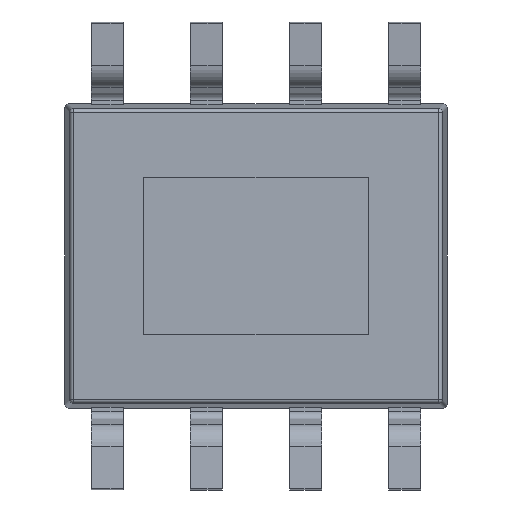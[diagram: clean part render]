
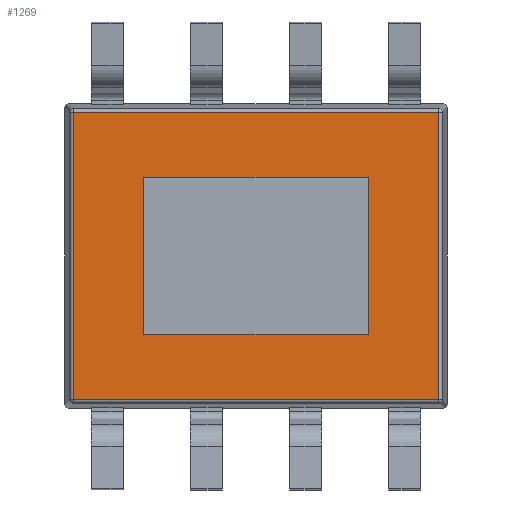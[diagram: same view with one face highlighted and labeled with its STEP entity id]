
A CAD part, front view. The second image highlights one B-rep face of the part: STEP entity #1269.
In plain terms, the highlighted planar face has unit normal (0, -1, 0).
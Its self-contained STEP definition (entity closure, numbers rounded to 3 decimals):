
#66 = ORIENTED_EDGE ( 'NONE', *, *, #3389, .T. ) ;
#132 = DIRECTION ( 'NONE',  ( 0., 0., -1. ) ) ;
#173 = CARTESIAN_POINT ( 'NONE',  ( 1.437, -0.9, -1.012 ) ) ;
#190 = LINE ( 'NONE', #2153, #3297 ) ;
#212 = VERTEX_POINT ( 'NONE', #3161 ) ;
#242 = VECTOR ( 'NONE', #4606, 1000. ) ;
#365 = VECTOR ( 'NONE', #132, 1000. ) ;
#506 = CARTESIAN_POINT ( 'NONE',  ( 1.437, -0.9, -1.012 ) ) ;
#552 = VERTEX_POINT ( 'NONE', #2413 ) ;
#578 = DIRECTION ( 'NONE',  ( 0., 0., 1. ) ) ;
#695 = DIRECTION ( 'NONE',  ( 0., 0., 1. ) ) ;
#736 = CARTESIAN_POINT ( 'NONE',  ( 2.34, -0.9, -1.84 ) ) ;
#796 = VECTOR ( 'NONE', #4848, 1000. ) ;
#844 = LINE ( 'NONE', #3929, #3701 ) ;
#853 = VERTEX_POINT ( 'NONE', #2606 ) ;
#887 = VERTEX_POINT ( 'NONE', #1572 ) ;
#1050 = EDGE_LOOP ( 'NONE', ( #4033, #3850, #4319, #4067 ) ) ;
#1072 = CARTESIAN_POINT ( 'NONE',  ( 0., -0.9, 0. ) ) ;
#1153 = LINE ( 'NONE', #4120, #796 ) ;
#1159 = LINE ( 'NONE', #1751, #1821 ) ;
#1269 = ADVANCED_FACE ( 'NONE', ( #4087, #3557 ), #2156, .F. ) ;
#1527 = VERTEX_POINT ( 'NONE', #736 ) ;
#1572 = CARTESIAN_POINT ( 'NONE',  ( 2.34, -0.9, 1.84 ) ) ;
#1710 = VERTEX_POINT ( 'NONE', #4227 ) ;
#1751 = CARTESIAN_POINT ( 'NONE',  ( 2.34, -0.9, 1.887 ) ) ;
#1802 = ORIENTED_EDGE ( 'NONE', *, *, #2228, .T. ) ;
#1821 = VECTOR ( 'NONE', #578, 1000. ) ;
#1972 = EDGE_CURVE ( 'NONE', #1527, #887, #1159, .T. ) ;
#2153 = CARTESIAN_POINT ( 'NONE',  ( -1.438, -0.9, -1.012 ) ) ;
#2156 = PLANE ( 'NONE',  #4312 ) ;
#2228 = EDGE_CURVE ( 'NONE', #212, #1527, #844, .T. ) ;
#2337 = CARTESIAN_POINT ( 'NONE',  ( -1.438, -0.9, 1.013 ) ) ;
#2343 = EDGE_LOOP ( 'NONE', ( #3702, #4241, #66, #1802 ) ) ;
#2413 = CARTESIAN_POINT ( 'NONE',  ( -1.438, -0.9, -1.012 ) ) ;
#2453 = EDGE_CURVE ( 'NONE', #1710, #4475, #4470, .T. ) ;
#2483 = EDGE_CURVE ( 'NONE', #552, #3423, #4710, .T. ) ;
#2563 = DIRECTION ( 'NONE',  ( 0., 0., -1. ) ) ;
#2606 = CARTESIAN_POINT ( 'NONE',  ( -2.34, -0.9, 1.84 ) ) ;
#2700 = CARTESIAN_POINT ( 'NONE',  ( -2.387, -0.9, 1.84 ) ) ;
#2978 = DIRECTION ( 'NONE',  ( 0., 1., 0. ) ) ;
#2983 = VECTOR ( 'NONE', #4711, 1000. ) ;
#3161 = CARTESIAN_POINT ( 'NONE',  ( -2.34, -0.9, -1.84 ) ) ;
#3297 = VECTOR ( 'NONE', #2563, 1000. ) ;
#3309 = EDGE_CURVE ( 'NONE', #887, #853, #4005, .T. ) ;
#3389 = EDGE_CURVE ( 'NONE', #853, #212, #3941, .T. ) ;
#3423 = VERTEX_POINT ( 'NONE', #506 ) ;
#3552 = CARTESIAN_POINT ( 'NONE',  ( 1.437, -0.9, 1.013 ) ) ;
#3557 = FACE_OUTER_BOUND ( 'NONE', #2343, .T. ) ;
#3701 = VECTOR ( 'NONE', #4945, 1000. ) ;
#3702 = ORIENTED_EDGE ( 'NONE', *, *, #1972, .T. ) ;
#3850 = ORIENTED_EDGE ( 'NONE', *, *, #4249, .F. ) ;
#3874 = VECTOR ( 'NONE', #4308, 1000. ) ;
#3929 = CARTESIAN_POINT ( 'NONE',  ( 2.387, -0.9, -1.84 ) ) ;
#3941 = LINE ( 'NONE', #3991, #365 ) ;
#3991 = CARTESIAN_POINT ( 'NONE',  ( -2.34, -0.9, -1.887 ) ) ;
#4005 = LINE ( 'NONE', #2700, #242 ) ;
#4033 = ORIENTED_EDGE ( 'NONE', *, *, #2483, .F. ) ;
#4067 = ORIENTED_EDGE ( 'NONE', *, *, #4277, .F. ) ;
#4087 = FACE_BOUND ( 'NONE', #1050, .T. ) ;
#4120 = CARTESIAN_POINT ( 'NONE',  ( 1.437, -0.9, -1.012 ) ) ;
#4227 = CARTESIAN_POINT ( 'NONE',  ( 1.437, -0.9, 1.013 ) ) ;
#4241 = ORIENTED_EDGE ( 'NONE', *, *, #3309, .T. ) ;
#4249 = EDGE_CURVE ( 'NONE', #4475, #552, #190, .T. ) ;
#4277 = EDGE_CURVE ( 'NONE', #3423, #1710, #1153, .T. ) ;
#4308 = DIRECTION ( 'NONE',  ( 1., 0., 0. ) ) ;
#4312 = AXIS2_PLACEMENT_3D ( 'NONE', #1072, #2978, #695 ) ;
#4319 = ORIENTED_EDGE ( 'NONE', *, *, #2453, .F. ) ;
#4470 = LINE ( 'NONE', #3552, #2983 ) ;
#4475 = VERTEX_POINT ( 'NONE', #2337 ) ;
#4606 = DIRECTION ( 'NONE',  ( -1., 0., 0. ) ) ;
#4710 = LINE ( 'NONE', #173, #3874 ) ;
#4711 = DIRECTION ( 'NONE',  ( -1., 0., 0. ) ) ;
#4848 = DIRECTION ( 'NONE',  ( 0., 0., 1. ) ) ;
#4945 = DIRECTION ( 'NONE',  ( 1., 0., 0. ) ) ;
